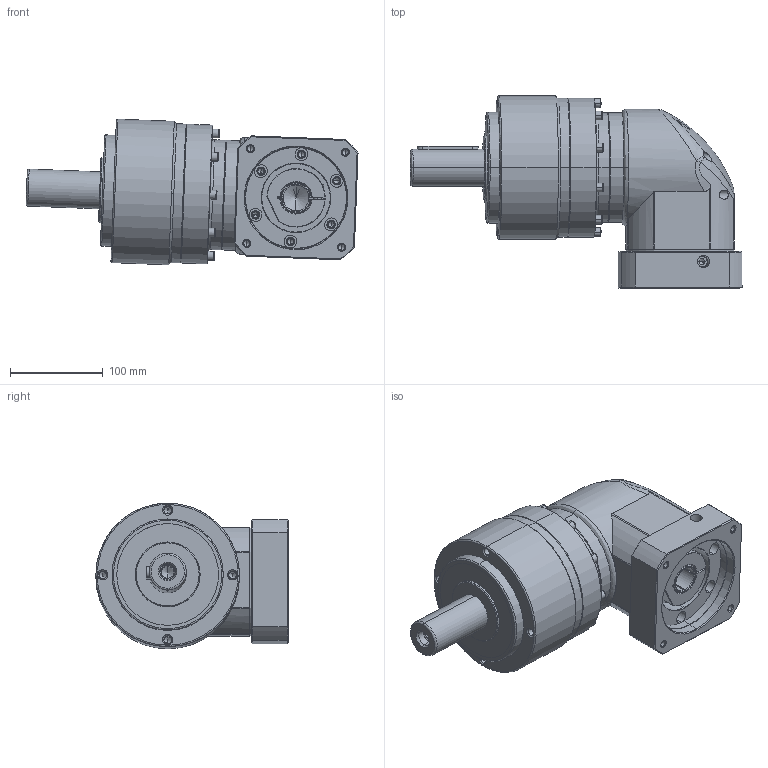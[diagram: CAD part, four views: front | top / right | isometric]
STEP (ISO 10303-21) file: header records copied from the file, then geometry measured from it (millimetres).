
FILE_DESCRIPTION (( 'STEP AP214' ), '1' );
FILE_NAME ('PEL155-L2-28-110-145M8.STEP', '2024-01-06T07:20:16', ( 'admin' ), ( '' ), 'SwSTEP 2.0', 'SolidWorks 2013', '' );
FILE_SCHEMA (( 'AUTOMOTIVE_DESIGN' ));
Length unit declared in the file: millimetre
Products named in the file (7): SBL115-110-145M8; _X2_87BA9489_X0_ GB_T 70.1 M8 x 25; PE155_X2_8F9351FA7AEF_X0_; PB142_X2_4E007EA79F7F570863A5_X0_115; SBL115_X2_8F9351658F7495017D2773AF_X0_-28; SDL115-28; PEL155-L2-28-110-145M8
Assembly tree (6 placements, depth 2):
  PEL155-L2-28-110-145M8
    SDL115-28
    SBL115_X2_8F9351658F7495017D2773AF_X0_-28
    PB142_X2_4E007EA79F7F570863A5_X0_115
    PE155_X2_8F9351FA7AEF_X0_
    _X2_87BA9489_X0_ GB_T 70.1 M8 x 25
    SBL115-110-145M8
Bounding box: 358.38 x 207.5 x 157.22 mm (x, y, z)
Volume: 4517276.8 mm3; surface area: 359227.1 mm2
Topology: 10 solids, 10 shells, 724 faces, 1763 edges, 1050 vertices
Faces by surface type: cylinder 272, cone 203, plane 193, bspline 54, torus 2
Entity records: 37081 total; most frequent: CARTESIAN_POINT 12714, DIRECTION 3304, ORIENTED_EDGE 3302, EDGE_CURVE 1651, AXIS2_PLACEMENT_3D 1261, VERTEX_POINT 1044, EDGE_LOOP 857, VECTOR 782
